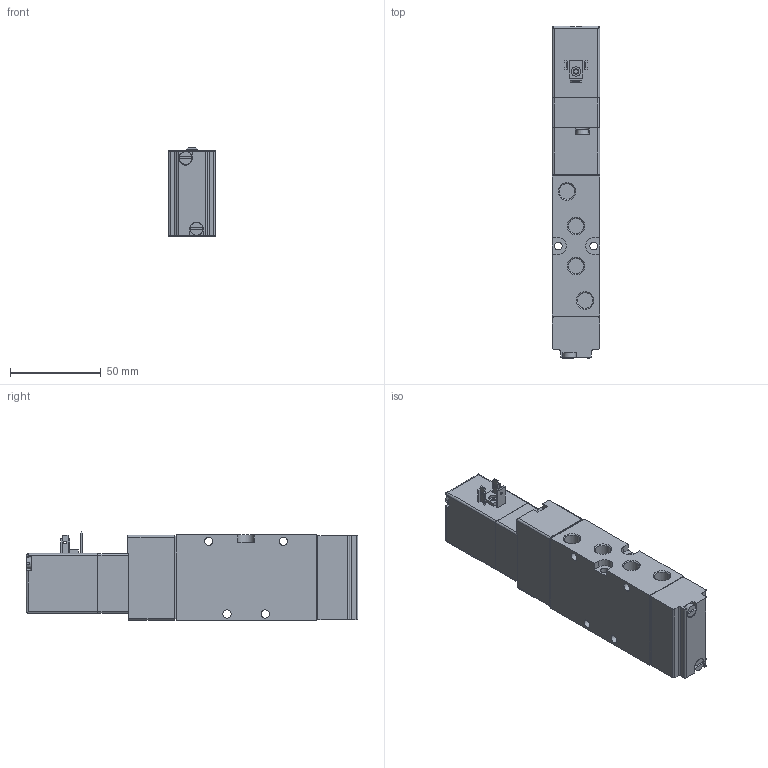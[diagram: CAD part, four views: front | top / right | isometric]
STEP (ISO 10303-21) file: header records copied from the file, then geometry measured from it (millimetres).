
FILE_DESCRIPTION(/* description */ ('STEP AP214'),/* implementation_level */ '2;1');
FILE_NAME(/* name */ '19750_MVH-5-1_8-L-S-B',/* time_stamp */ '2024-09-11T20:44:54+02:00',/* author */ ('License CC BY-ND 4.0'),/* organization */ ('CADENAS'),/* preprocessor_version */ 'ST-DEVELOPER v19.3',/* originating_system */ 'PARTsolutions',/* authorisation */ ' ');
FILE_SCHEMA (('AUTOMOTIVE_DESIGN {1 0 10303 214 3 1 1}'));
Length unit declared in the file: millimetre
Products named in the file (3): 19750 MVH-5-1/8-L-S-B--(0); 19750 MVH-5-1/8-L-S-B_valves; 19750 MVH-5-1/8-L-S-B_coil
Assembly tree (2 placements, depth 2):
  19750 MVH-5-1/8-L-S-B--(0)
    19750 MVH-5-1/8-L-S-B_valves
    19750 MVH-5-1/8-L-S-B_coil
Bounding box: 26 x 182.5 x 48.8 mm (x, y, z)
Volume: 185725.9 mm3; surface area: 37914.8 mm2
Topology: 2 solids, 2 shells, 263 faces, 661 edges, 431 vertices
Faces by surface type: plane 170, cylinder 75, cone 18
Full cylindrical faces by diameter (mm): 1.6 x3, 2.459 x1, 3.242 x2, 4 x2, 4.134 x2, 4.3 x2, 4.5 x4, 5.2 x1, 6 x1, 7 x2, 8.566 x7
Entity records: 8492 total; most frequent: CARTESIAN_POINT 1367, DIRECTION 1301, ORIENTED_EDGE 1214, EDGE_CURVE 607, AXIS2_PLACEMENT_3D 452, VERTEX_POINT 422, LINE 397, VECTOR 397
